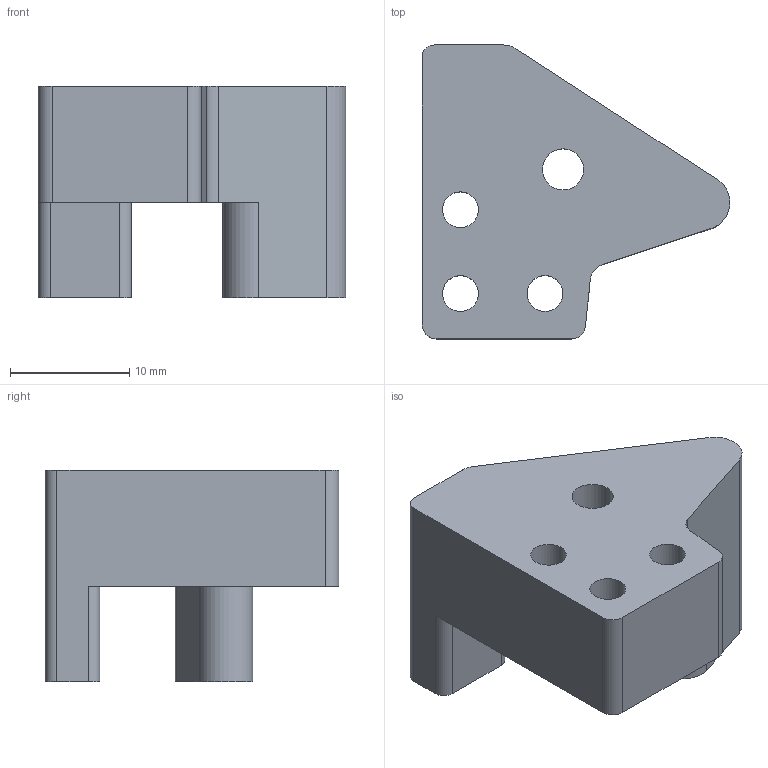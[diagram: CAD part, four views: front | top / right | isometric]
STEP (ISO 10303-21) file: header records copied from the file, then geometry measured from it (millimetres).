
FILE_DESCRIPTION(('FreeCAD Model'),'2;1');
FILE_NAME('Open CASCADE Shape Model','2024-06-19T15:59:26',('Author'),( ''),'Open CASCADE STEP processor 7.7','Ondsel','Unknown');
FILE_SCHEMA(('AUTOMOTIVE_DESIGN { 1 0 10303 214 1 1 1 1 }'));
Length unit declared in the file: millimetre
Products named in the file (1): attachment
Bounding box: 25.76 x 24.61 x 17.74 mm (x, y, z)
Volume: 4022.6 mm3; surface area: 2786.3 mm2
Topology: 1 solids, 1 shells, 43 faces, 108 edges, 72 vertices
Faces by surface type: plane 26, cylinder 17
Full cylindrical faces by diameter (mm): 3 x3, 3.45 x1, 5.5 x3
Entity records: 1335 total; most frequent: DIRECTION 231, CARTESIAN_POINT 224, ORIENTED_EDGE 216, EDGE_CURVE 108, AXIS2_PLACEMENT_3D 79, LINE 73, VECTOR 73, VERTEX_POINT 72
